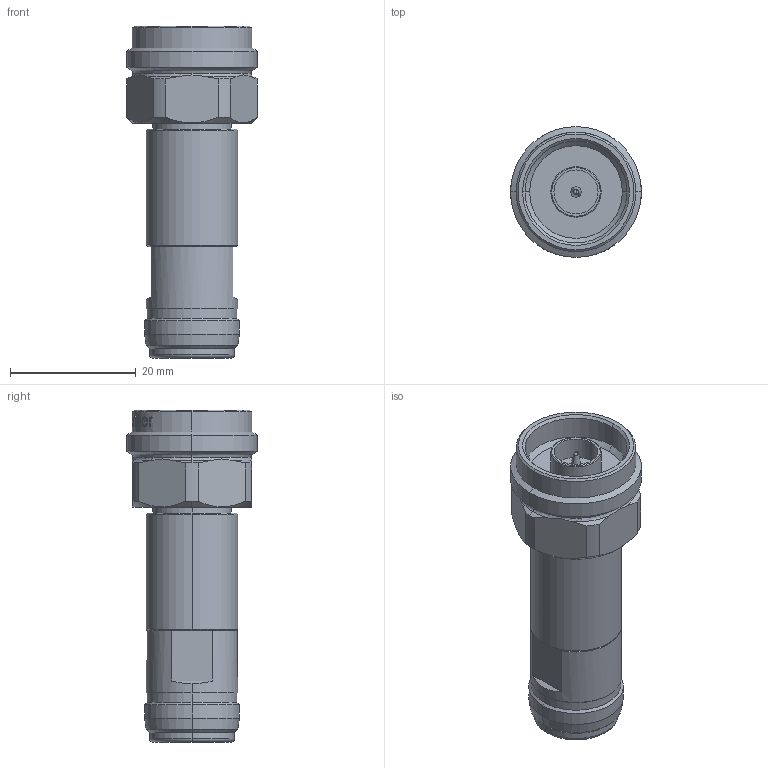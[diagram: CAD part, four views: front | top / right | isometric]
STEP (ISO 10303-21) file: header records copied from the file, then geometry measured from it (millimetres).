
FILE_DESCRIPTION (( 'STEP AP214' ), '1' );
FILE_NAME ('J01026A0020.STEP', '2018-11-19T08:34:42', ( '' ), ( '' ), 'SwSTEP 2.0', 'SolidWorks 2017', '' );
FILE_SCHEMA (( 'AUTOMOTIVE_DESIGN' ));
Length unit declared in the file: millimetre
Products named in the file (1): J01026A0020
Bounding box: 20.8 x 20.8 x 52.8 mm (x, y, z)
Volume: 9513.5 mm3; surface area: 3976.8 mm2
Topology: 1 solids, 1 shells, 288 faces, 723 edges, 467 vertices
Faces by surface type: plane 93, bspline 83, cylinder 61, cone 39, torus 10, sphere 2
Entity records: 19682 total; most frequent: CARTESIAN_POINT 10316, ORIENTED_EDGE 1446, DIRECTION 1020, EDGE_CURVE 723, VERTEX_POINT 467, AXIS2_PLACEMENT_3D 402, EDGE_LOOP 318, B_SPLINE_CURVE_WITH_KNOTS 295
